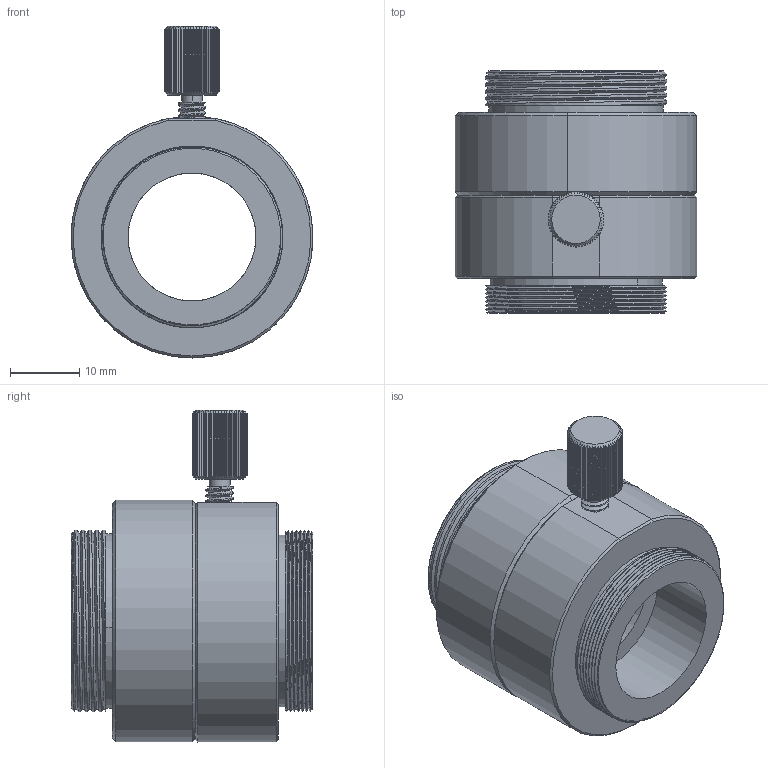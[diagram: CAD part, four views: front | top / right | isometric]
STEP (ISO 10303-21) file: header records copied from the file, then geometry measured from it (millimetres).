
FILE_DESCRIPTION((''),'2;1');
FILE_NAME('SA-PL-0005_ASM','2023-09-14T16:17:40',('R&D'),(''),'CREO PARAMETRIC BY PTC INC, 2021063','CREO PARAMETRIC BY PTC INC, 2021063','');
FILE_SCHEMA(('CONFIG_CONTROL_DESIGN'));
Length unit declared in the file: millimetre
Products named in the file (4): SA-PL-0005-01; SA-PL-0002-04; SA-PL-0008-01; SA-PL-0005_ASM
Assembly tree (3 placements, depth 2):
  SA-PL-0005_ASM
    SA-PL-0005-01
    SA-PL-0002-04
    SA-PL-0008-01
Bounding box: 35 x 35 x 48.02 mm (x, y, z)
Volume: 18375 mm3; surface area: 10579.3 mm2
Topology: 3 solids, 3 shells, 334 faces, 926 edges, 605 vertices
Faces by surface type: plane 158, cylinder 135, cone 23, bspline 18
Entity records: 16556 total; most frequent: CARTESIAN_POINT 8497, ORIENTED_EDGE 1852, DIRECTION 1417, EDGE_CURVE 926, VERTEX_POINT 605, AXIS2_PLACEMENT_3D 542, B_SPLINE_CURVE_WITH_KNOTS 374, EDGE_LOOP 347
